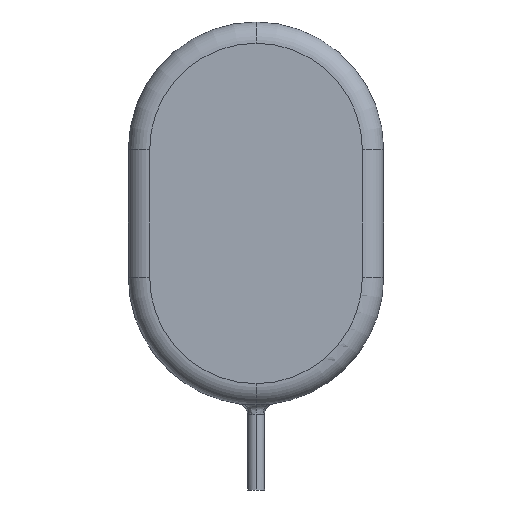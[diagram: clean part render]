
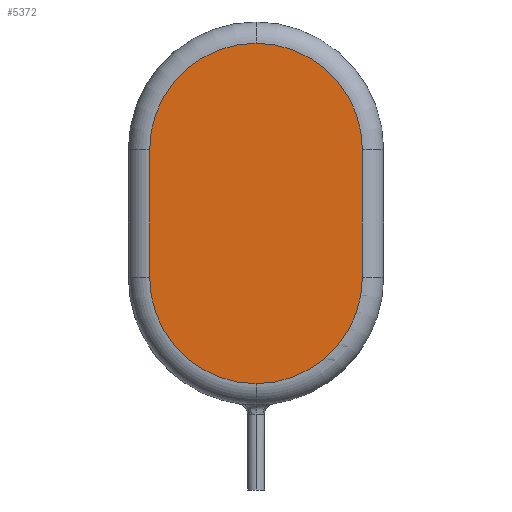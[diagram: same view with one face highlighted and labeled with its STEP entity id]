
A CAD part, left-side view. The second image highlights one B-rep face of the part: STEP entity #5372.
In plain terms, the highlighted planar face has unit normal (-1, 0, 0).
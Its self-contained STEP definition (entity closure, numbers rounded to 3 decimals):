
#845 = CIRCLE ( 'NONE', #5997, 5. ) ;
#946 = ORIENTED_EDGE ( 'NONE', *, *, #3531, .T. ) ;
#1100 = CARTESIAN_POINT ( 'NONE',  ( -11.5, 0., 1. ) ) ;
#1117 = CARTESIAN_POINT ( 'NONE',  ( -11.5, 0., 6. ) ) ;
#1267 = VECTOR ( 'NONE', #3931, 1000. ) ;
#1378 = VERTEX_POINT ( 'NONE', #4847 ) ;
#1566 = LINE ( 'NONE', #8363, #8186 ) ;
#1733 = DIRECTION ( 'NONE',  ( -1., 0., 0. ) ) ;
#3488 = ORIENTED_EDGE ( 'NONE', *, *, #5183, .T. ) ;
#3531 = EDGE_CURVE ( 'NONE', #10312, #6287, #5842, .T. ) ;
#3678 = AXIS2_PLACEMENT_3D ( 'NONE', #10035, #7175, #11043 ) ;
#3836 = EDGE_CURVE ( 'NONE', #6886, #1378, #6964, .T. ) ;
#3875 = CARTESIAN_POINT ( 'NONE',  ( -11.5, -5., 6. ) ) ;
#3931 = DIRECTION ( 'NONE',  ( 0., 0., -1. ) ) ;
#4002 = EDGE_CURVE ( 'NONE', #11754, #6886, #7961, .T. ) ;
#4081 = ORIENTED_EDGE ( 'NONE', *, *, #3836, .T. ) ;
#4341 = CARTESIAN_POINT ( 'NONE',  ( -11.5, -6., 18. ) ) ;
#4847 = CARTESIAN_POINT ( 'NONE',  ( -11.5, 5., 12. ) ) ;
#5000 = DIRECTION ( 'NONE',  ( -1., 0., 0. ) ) ;
#5183 = EDGE_CURVE ( 'NONE', #11496, #11754, #1566, .T. ) ;
#5248 = DIRECTION ( 'NONE',  ( 1., 0., 0. ) ) ;
#5372 = ADVANCED_FACE ( 'NONE', ( #11708 ), #11900, .F. ) ;
#5804 = DIRECTION ( 'NONE',  ( 0., 0., -1. ) ) ;
#5842 = CIRCLE ( 'NONE', #9881, 5. ) ;
#5909 = CARTESIAN_POINT ( 'NONE',  ( -11.5, 0., 12. ) ) ;
#5997 = AXIS2_PLACEMENT_3D ( 'NONE', #6628, #1733, #5804 ) ;
#6287 = VERTEX_POINT ( 'NONE', #1100 ) ;
#6574 = AXIS2_PLACEMENT_3D ( 'NONE', #4341, #5248, #9094 ) ;
#6628 = CARTESIAN_POINT ( 'NONE',  ( -11.5, 0., 6. ) ) ;
#6693 = CARTESIAN_POINT ( 'NONE',  ( -11.5, 5., 18. ) ) ;
#6886 = VERTEX_POINT ( 'NONE', #7520 ) ;
#6964 = CIRCLE ( 'NONE', #3678, 5. ) ;
#7175 = DIRECTION ( 'NONE',  ( -1., 0., 0. ) ) ;
#7520 = CARTESIAN_POINT ( 'NONE',  ( -11.5, 0., 17. ) ) ;
#7642 = LINE ( 'NONE', #6693, #1267 ) ;
#7961 = CIRCLE ( 'NONE', #10991, 5. ) ;
#8057 = ORIENTED_EDGE ( 'NONE', *, *, #12627, .T. ) ;
#8086 = CARTESIAN_POINT ( 'NONE',  ( -11.5, -5., 12. ) ) ;
#8186 = VECTOR ( 'NONE', #12231, 1000. ) ;
#8363 = CARTESIAN_POINT ( 'NONE',  ( -11.5, -5., 18. ) ) ;
#8701 = DIRECTION ( 'NONE',  ( -1., 0., 0. ) ) ;
#8989 = EDGE_CURVE ( 'NONE', #1378, #10312, #7642, .T. ) ;
#9094 = DIRECTION ( 'NONE',  ( 0., 0., -1. ) ) ;
#9184 = CARTESIAN_POINT ( 'NONE',  ( -11.5, 5., 6. ) ) ;
#9434 = ORIENTED_EDGE ( 'NONE', *, *, #8989, .T. ) ;
#9881 = AXIS2_PLACEMENT_3D ( 'NONE', #1117, #5000, #11844 ) ;
#10035 = CARTESIAN_POINT ( 'NONE',  ( -11.5, 0., 12. ) ) ;
#10312 = VERTEX_POINT ( 'NONE', #9184 ) ;
#10871 = ORIENTED_EDGE ( 'NONE', *, *, #4002, .T. ) ;
#10991 = AXIS2_PLACEMENT_3D ( 'NONE', #5909, #8701, #12373 ) ;
#11043 = DIRECTION ( 'NONE',  ( 0., 0., -1. ) ) ;
#11496 = VERTEX_POINT ( 'NONE', #3875 ) ;
#11708 = FACE_OUTER_BOUND ( 'NONE', #12319, .T. ) ;
#11754 = VERTEX_POINT ( 'NONE', #8086 ) ;
#11844 = DIRECTION ( 'NONE',  ( 0., 0., -1. ) ) ;
#11900 = PLANE ( 'NONE',  #6574 ) ;
#12231 = DIRECTION ( 'NONE',  ( 0., 0., 1. ) ) ;
#12319 = EDGE_LOOP ( 'NONE', ( #10871, #4081, #9434, #946, #8057, #3488 ) ) ;
#12373 = DIRECTION ( 'NONE',  ( 0., 0., -1. ) ) ;
#12627 = EDGE_CURVE ( 'NONE', #6287, #11496, #845, .T. ) ;
